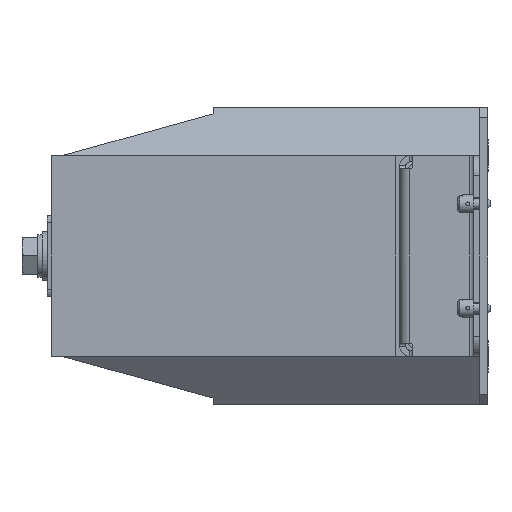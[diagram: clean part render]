
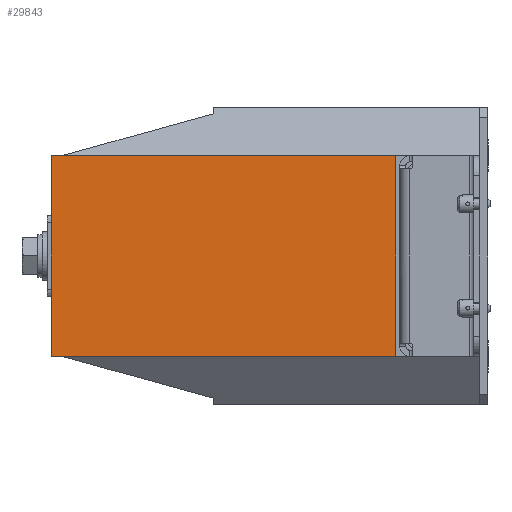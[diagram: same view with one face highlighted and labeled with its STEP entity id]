
A CAD part, left-side view. The second image highlights one B-rep face of the part: STEP entity #29843.
In plain terms, the highlighted planar face has unit normal (-1, 0, 0).
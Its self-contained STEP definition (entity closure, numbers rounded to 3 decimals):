
#539 = VECTOR ( 'NONE', #28662, 1000. ) ;
#3171 = CARTESIAN_POINT ( 'NONE',  ( -197.5, 0., 0. ) ) ;
#3402 = EDGE_CURVE ( 'NONE', #16888, #15951, #31963, .T. ) ;
#3711 = LINE ( 'NONE', #25984, #34208 ) ;
#3712 = LINE ( 'NONE', #20719, #21345 ) ;
#4753 = EDGE_CURVE ( 'NONE', #29980, #16888, #3711, .T. ) ;
#5924 = ORIENTED_EDGE ( 'NONE', *, *, #35191, .F. ) ;
#6162 = DIRECTION ( 'NONE',  ( 0., 0., -1. ) ) ;
#9874 = ORIENTED_EDGE ( 'NONE', *, *, #14325, .F. ) ;
#10633 = VECTOR ( 'NONE', #29008, 1000. ) ;
#12771 = VERTEX_POINT ( 'NONE', #22884 ) ;
#12983 = CARTESIAN_POINT ( 'NONE',  ( -197.5, 42., -50. ) ) ;
#14325 = EDGE_CURVE ( 'NONE', #12771, #29980, #3712, .T. ) ;
#14902 = FACE_OUTER_BOUND ( 'NONE', #29107, .T. ) ;
#15951 = VERTEX_POINT ( 'NONE', #24631 ) ;
#16516 = AXIS2_PLACEMENT_3D ( 'NONE', #3171, #23842, #6162 ) ;
#16888 = VERTEX_POINT ( 'NONE', #19150 ) ;
#19150 = CARTESIAN_POINT ( 'NONE',  ( -197.5, 214., -50. ) ) ;
#20719 = CARTESIAN_POINT ( 'NONE',  ( -197.5, 42., -50. ) ) ;
#20761 = PLANE ( 'NONE',  #16516 ) ;
#21345 = VECTOR ( 'NONE', #28552, 1000. ) ;
#22884 = CARTESIAN_POINT ( 'NONE',  ( -197.5, 42., 50. ) ) ;
#23367 = DIRECTION ( 'NONE',  ( 0., 1., 0. ) ) ;
#23842 = DIRECTION ( 'NONE',  ( 1., 0., 0. ) ) ;
#24170 = ORIENTED_EDGE ( 'NONE', *, *, #3402, .F. ) ;
#24631 = CARTESIAN_POINT ( 'NONE',  ( -197.5, 214., 50. ) ) ;
#25683 = CARTESIAN_POINT ( 'NONE',  ( -197.5, 214., -50. ) ) ;
#25984 = CARTESIAN_POINT ( 'NONE',  ( -197.5, 214., -50. ) ) ;
#28552 = DIRECTION ( 'NONE',  ( 0., 0., -1. ) ) ;
#28662 = DIRECTION ( 'NONE',  ( 0., 0., 1. ) ) ;
#28850 = ORIENTED_EDGE ( 'NONE', *, *, #4753, .F. ) ;
#29008 = DIRECTION ( 'NONE',  ( 0., -1., 0. ) ) ;
#29107 = EDGE_LOOP ( 'NONE', ( #28850, #9874, #5924, #24170 ) ) ;
#29843 = ADVANCED_FACE ( 'NONE', ( #14902 ), #20761, .F. ) ;
#29980 = VERTEX_POINT ( 'NONE', #12983 ) ;
#31940 = CARTESIAN_POINT ( 'NONE',  ( -197.5, 214., 50. ) ) ;
#31963 = LINE ( 'NONE', #25683, #539 ) ;
#33279 = LINE ( 'NONE', #31940, #10633 ) ;
#34208 = VECTOR ( 'NONE', #23367, 1000. ) ;
#35191 = EDGE_CURVE ( 'NONE', #15951, #12771, #33279, .T. ) ;
